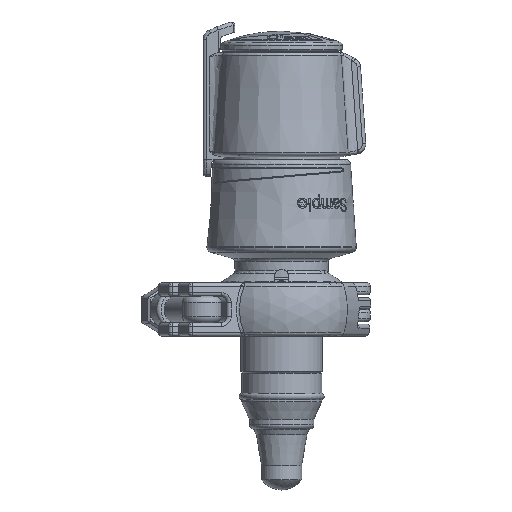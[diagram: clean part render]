
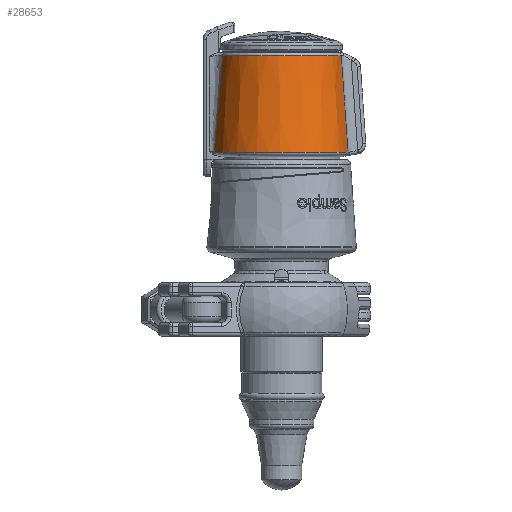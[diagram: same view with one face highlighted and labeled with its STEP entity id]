
A CAD part, front view. The second image highlights one B-rep face of the part: STEP entity #28653.
In plain terms, the highlighted conical face has half-angle 3.938 degrees and reference radius 19.393 mm.
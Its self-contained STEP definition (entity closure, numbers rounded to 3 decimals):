
#246=CONICAL_SURFACE('',#31905,19.394,3.938);
#4079=B_SPLINE_CURVE_WITH_KNOTS('',3,(#59319,#59320,#59321,#59322),
 .UNSPECIFIED.,.F.,.F.,(4,4),(-3.285,-0.391),
 .UNSPECIFIED.);
#4091=B_SPLINE_CURVE_WITH_KNOTS('',3,(#59445,#59446,#59447,#59448),
 .UNSPECIFIED.,.F.,.F.,(4,4),(-3.005,-0.089),
 .UNSPECIFIED.);
#5929=FACE_OUTER_BOUND('',#7610,.T.);
#7610=EDGE_LOOP('',(#24211,#24212,#24213,#24214));
#9547=CIRCLE('',#31906,18.401);
#9548=CIRCLE('',#31907,20.388);
#12205=VERTEX_POINT('',#59315);
#12207=VERTEX_POINT('',#59318);
#12223=VERTEX_POINT('',#59442);
#12224=VERTEX_POINT('',#59444);
#16233=EDGE_CURVE('',#12205,#12207,#4079,.T.);
#16254=EDGE_CURVE('',#12223,#12205,#9547,.T.);
#16255=EDGE_CURVE('',#12224,#12223,#4091,.T.);
#16256=EDGE_CURVE('',#12207,#12224,#9548,.T.);
#24211=ORIENTED_EDGE('',*,*,#16254,.F.);
#24212=ORIENTED_EDGE('',*,*,#16255,.F.);
#24213=ORIENTED_EDGE('',*,*,#16256,.F.);
#24214=ORIENTED_EDGE('',*,*,#16233,.F.);
#28653=ADVANCED_FACE('',(#5929),#246,.T.);
#31905=AXIS2_PLACEMENT_3D('',#59441,#39691,#39692);
#31906=AXIS2_PLACEMENT_3D('',#59443,#39693,#39694);
#31907=AXIS2_PLACEMENT_3D('',#59449,#39695,#39696);
#39691=DIRECTION('center_axis',(0.,0.,
-1.));
#39692=DIRECTION('ref_axis',(-1.,0.,0.));
#39693=DIRECTION('center_axis',(0.,0.,
1.));
#39694=DIRECTION('ref_axis',(-0.243,-0.97,0.));
#39695=DIRECTION('center_axis',(0.,0.,
-1.));
#39696=DIRECTION('ref_axis',(-0.027,-1.,0.));
#59315=CARTESIAN_POINT('',(17.838,-4.516,20.069));
#59318=CARTESIAN_POINT('',(19.868,-4.578,-8.799));
#59319=CARTESIAN_POINT('Ctrl Pts',(17.838,-4.516,20.069));
#59320=CARTESIAN_POINT('Ctrl Pts',(18.516,-4.538,10.446));
#59321=CARTESIAN_POINT('Ctrl Pts',(19.192,-4.559,0.824));
#59322=CARTESIAN_POINT('Ctrl Pts',(19.868,-4.578,-8.799));
#59441=CARTESIAN_POINT('Origin',(0.,0.,
5.652));
#59442=CARTESIAN_POINT('',(-17.632,-5.265,20.069));
#59443=CARTESIAN_POINT('Origin',(0.,0.,
20.069));
#59444=CARTESIAN_POINT('',(-20.075,-3.558,-8.799));
#59445=CARTESIAN_POINT('Ctrl Pts',(-20.075,-3.558,
-8.799));
#59446=CARTESIAN_POINT('Ctrl Pts',(-19.285,-4.223,
0.824));
#59447=CARTESIAN_POINT('Ctrl Pts',(-18.465,-4.79,
10.446));
#59448=CARTESIAN_POINT('Ctrl Pts',(-17.632,-5.265,
20.069));
#59449=CARTESIAN_POINT('Origin',(0.,0.,
-8.799));
